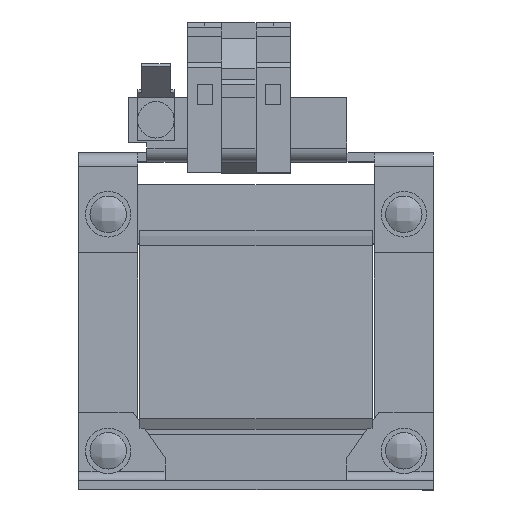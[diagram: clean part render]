
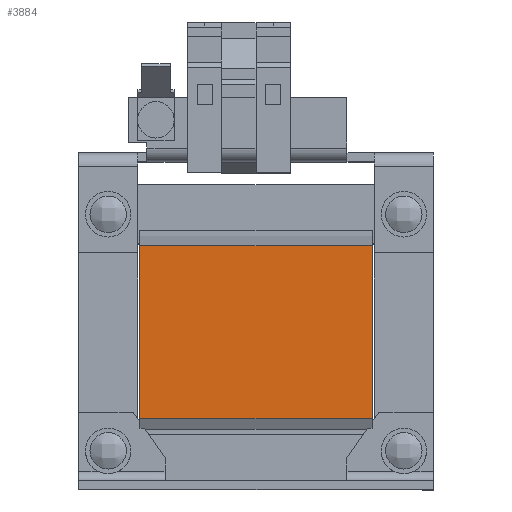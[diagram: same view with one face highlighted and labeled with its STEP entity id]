
A CAD part, top view. The second image highlights one B-rep face of the part: STEP entity #3884.
In plain terms, the highlighted planar face has unit normal (0, 0, 1).
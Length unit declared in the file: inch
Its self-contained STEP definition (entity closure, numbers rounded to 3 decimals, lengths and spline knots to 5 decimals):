
#556 = CARTESIAN_POINT ( 'NONE',  ( -1.00394, 0.74803, 1.36614 ) ) ;
#613 = EDGE_CURVE ( 'NONE', #2294, #9069, #7435, .T. ) ;
#1122 = CARTESIAN_POINT ( 'NONE',  ( -1.00394, -0.74803, 1.36614 ) ) ;
#1602 = ORIENTED_EDGE ( 'NONE', *, *, #7338, .F. ) ;
#2015 = LINE ( 'NONE', #8040, #6817 ) ;
#2294 = VERTEX_POINT ( 'NONE', #8466 ) ;
#2853 = DIRECTION ( 'NONE',  ( 0., 1., 0. ) ) ;
#3122 = LINE ( 'NONE', #3955, #10932 ) ;
#3390 = VERTEX_POINT ( 'NONE', #1122 ) ;
#3576 = EDGE_CURVE ( 'NONE', #8319, #3390, #8265, .T. ) ;
#3884 = ADVANCED_FACE ( 'NONE', ( #7561 ), #6731, .F. ) ;
#3901 = DIRECTION ( 'NONE',  ( 0., 1., 0. ) ) ;
#3955 = CARTESIAN_POINT ( 'NONE',  ( 1.00394, 0., 1.36614 ) ) ;
#4316 = ORIENTED_EDGE ( 'NONE', *, *, #7490, .T. ) ;
#4916 = CARTESIAN_POINT ( 'NONE',  ( -1.00394, -0.74803, 1.36614 ) ) ;
#6238 = ORIENTED_EDGE ( 'NONE', *, *, #613, .T. ) ;
#6731 = PLANE ( 'NONE',  #10850 ) ;
#6817 = VECTOR ( 'NONE', #2853, 39.37008 ) ;
#6908 = VECTOR ( 'NONE', #8318, 39.37008 ) ;
#7125 = ORIENTED_EDGE ( 'NONE', *, *, #3576, .F. ) ;
#7338 = EDGE_CURVE ( 'NONE', #3390, #9069, #2015, .T. ) ;
#7382 = DIRECTION ( 'NONE',  ( -1., 0., 0. ) ) ;
#7435 = LINE ( 'NONE', #556, #9561 ) ;
#7490 = EDGE_CURVE ( 'NONE', #8319, #2294, #3122, .T. ) ;
#7561 = FACE_OUTER_BOUND ( 'NONE', #10987, .T. ) ;
#7617 = DIRECTION ( 'NONE',  ( 0., 1., 0. ) ) ;
#8040 = CARTESIAN_POINT ( 'NONE',  ( -1.00394, 0., 1.36614 ) ) ;
#8172 = CARTESIAN_POINT ( 'NONE',  ( -1.00394, 0.74803, 1.36614 ) ) ;
#8265 = LINE ( 'NONE', #4916, #6908 ) ;
#8318 = DIRECTION ( 'NONE',  ( -1., 0., 0. ) ) ;
#8319 = VERTEX_POINT ( 'NONE', #9484 ) ;
#8466 = CARTESIAN_POINT ( 'NONE',  ( 1.00394, 0.74803, 1.36614 ) ) ;
#9069 = VERTEX_POINT ( 'NONE', #8172 ) ;
#9186 = DIRECTION ( 'NONE',  ( 0., 0., -1. ) ) ;
#9484 = CARTESIAN_POINT ( 'NONE',  ( 1.00394, -0.74803, 1.36614 ) ) ;
#9561 = VECTOR ( 'NONE', #7382, 39.37008 ) ;
#10850 = AXIS2_PLACEMENT_3D ( 'NONE', #10979, #9186, #7617 ) ;
#10932 = VECTOR ( 'NONE', #3901, 39.37008 ) ;
#10979 = CARTESIAN_POINT ( 'NONE',  ( -1.00394, -0.74803, 1.36614 ) ) ;
#10987 = EDGE_LOOP ( 'NONE', ( #6238, #1602, #7125, #4316 ) ) ;
